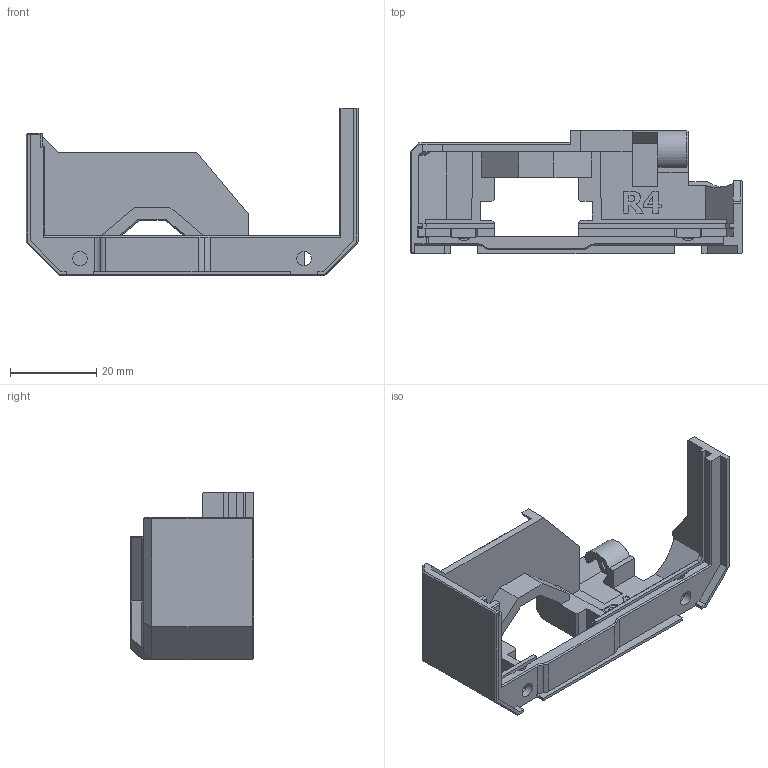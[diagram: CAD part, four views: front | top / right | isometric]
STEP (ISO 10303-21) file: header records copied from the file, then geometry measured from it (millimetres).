
FILE_DESCRIPTION(/* description */ ('dwarf-cover-(base,door)_back'),/* implementation_level */ '2;1');
FILE_NAME(/* name */ 'dwarf-cover-base_R.stp',/* time_stamp */ '2024-01-18T11:12:13+01:00',/* author */ ('Mikuláček'),/* organization */ (''),/* preprocessor_version */ 'ST-DEVELOPER v19.2',/* originating_system */ 'Autodesk Inventor 2023',/* authorisation */ '');
FILE_SCHEMA (('AUTOMOTIVE_DESIGN { 1 0 10303 214 3 1 1 }'));
Length unit declared in the file: millimetre
Products named in the file (1): dwarf-cover-(base,door)
Bounding box: 77 x 28.7 x 38.8 mm (x, y, z)
Volume: 10547.2 mm3; surface area: 10537.7 mm2
Topology: 1 solids, 1 shells, 272 faces, 741 edges, 473 vertices
Faces by surface type: plane 244, cylinder 13, bspline 8, cone 7
Full cylindrical faces by diameter (mm): 3.4 x5
Entity records: 8498 total; most frequent: CARTESIAN_POINT 1628, ORIENTED_EDGE 1482, DIRECTION 1291, EDGE_CURVE 741, LINE 675, VECTOR 675, VERTEX_POINT 473, AXIS2_PLACEMENT_3D 308
